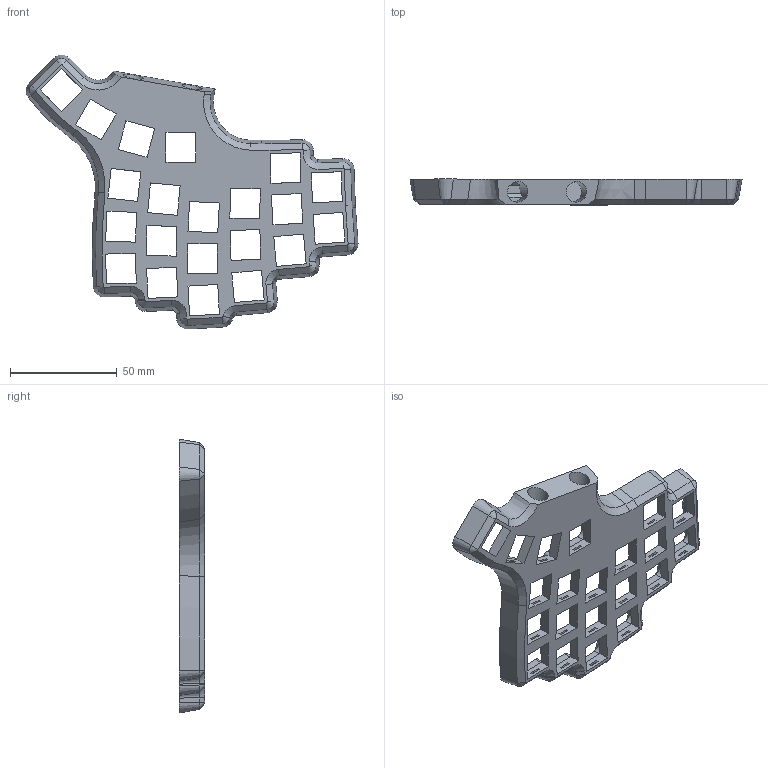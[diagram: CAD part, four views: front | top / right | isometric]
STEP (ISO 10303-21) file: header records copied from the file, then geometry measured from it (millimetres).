
FILE_DESCRIPTION(/* description */ (''),/* implementation_level */ '2;1');
FILE_NAME(/* name */ 'case-L.step',/* time_stamp */ '2022-08-04T11:15:07+09:00',/* author */ (''),/* organization */ (''),/* preprocessor_version */ 'ST-DEVELOPER v19',/* originating_system */ 'Autodesk Translation Framework v11.7.0.108',/* authorisation */ '');
FILE_SCHEMA (('AUTOMOTIVE_DESIGN { 1 0 10303 214 3 1 1 }'));
Length unit declared in the file: millimetre
Products named in the file (1): zCase
Bounding box: 155.86 x 12 x 128.59 mm (x, y, z)
Volume: 49020.3 mm3; surface area: 30287.1 mm2
Topology: 1 solids, 1 shells, 547 faces, 1456 edges, 954 vertices
Faces by surface type: plane 437, cylinder 64, cone 46
Full cylindrical faces by diameter (mm): 9.8 x2
Entity records: 16897 total; most frequent: CARTESIAN_POINT 2967, ORIENTED_EDGE 2912, DIRECTION 2758, EDGE_CURVE 1456, LINE 1244, VECTOR 1244, VERTEX_POINT 954, AXIS2_PLACEMENT_3D 757
